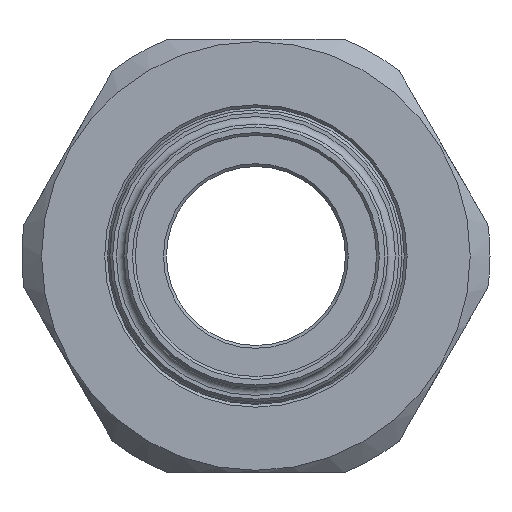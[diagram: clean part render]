
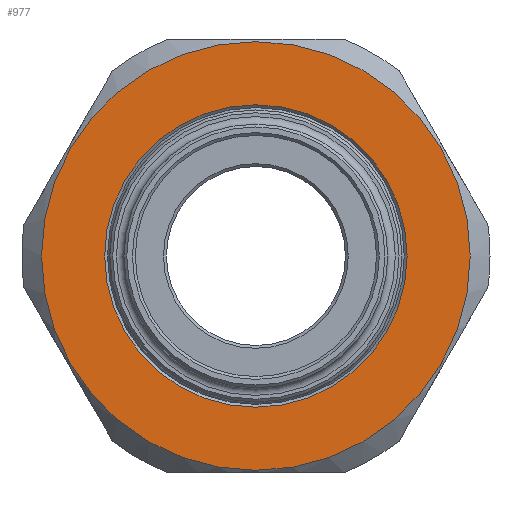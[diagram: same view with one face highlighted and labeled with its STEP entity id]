
A CAD part, left-side view. The second image highlights one B-rep face of the part: STEP entity #977.
In plain terms, the highlighted planar face has unit normal (-1, 0, 0).
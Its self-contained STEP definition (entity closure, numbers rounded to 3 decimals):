
#38=FACE_BOUND('',#189,.T.);
#93=PLANE('',#1135);
#127=FACE_OUTER_BOUND('',#188,.T.);
#188=EDGE_LOOP('',(#753));
#189=EDGE_LOOP('',(#754));
#347=CIRCLE('',#1115,22.75);
#357=CIRCLE('',#1134,16.05);
#440=VERTEX_POINT('',#1684);
#449=VERTEX_POINT('',#1719);
#549=EDGE_CURVE('',#440,#440,#347,.T.);
#563=EDGE_CURVE('',#449,#449,#357,.T.);
#753=ORIENTED_EDGE('',*,*,#549,.T.);
#754=ORIENTED_EDGE('',*,*,#563,.F.);
#977=ADVANCED_FACE('',(#127,#38),#93,.T.);
#1115=AXIS2_PLACEMENT_3D('',#1686,#1305,#1306);
#1134=AXIS2_PLACEMENT_3D('',#1720,#1346,#1347);
#1135=AXIS2_PLACEMENT_3D('',#1722,#1349,#1350);
#1305=DIRECTION('center_axis',(-1.,0.,0.));
#1306=DIRECTION('ref_axis',(0.,1.,0.));
#1346=DIRECTION('center_axis',(-1.,0.,0.));
#1347=DIRECTION('ref_axis',(0.,0.,-1.));
#1349=DIRECTION('center_axis',(-1.,0.,0.));
#1350=DIRECTION('ref_axis',(0.,0.,1.));
#1684=CARTESIAN_POINT('',(-19.,-22.75,0.));
#1686=CARTESIAN_POINT('Origin',(-19.,0.,0.));
#1719=CARTESIAN_POINT('',(-19.,0.,16.05));
#1720=CARTESIAN_POINT('Origin',(-19.,0.,0.));
#1722=CARTESIAN_POINT('Origin',(-19.,0.,0.));
